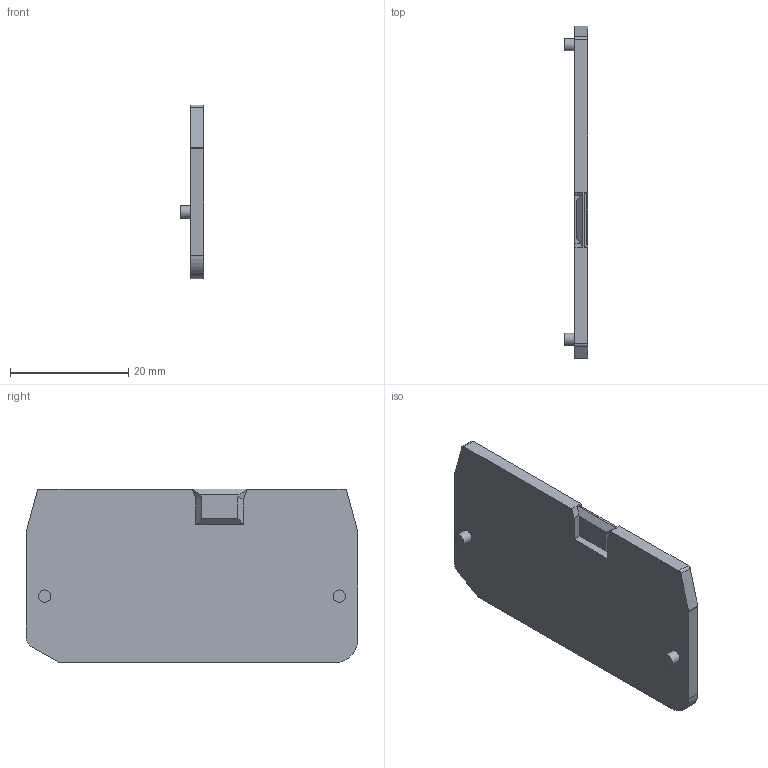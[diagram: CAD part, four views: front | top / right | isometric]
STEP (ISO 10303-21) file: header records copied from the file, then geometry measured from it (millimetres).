
FILE_DESCRIPTION( ( 'STEP AP214' ), '1' );
FILE_NAME( '¹s¥ó1.stp', '2022-12-29T12:58:15', ( ' ' ), ( ' ' ), 'XStep 1.0', ' ', ' ' );
FILE_SCHEMA( ( 'CONFIG_CONTROL_DESIGN) ( )' ) );
Length unit declared in the file: metre
Products named in the file (1): 1
Bounding box: 4 x 56.1 x 29.4 mm (x, y, z)
Volume: 3540.1 mm3; surface area: 3662 mm2
Topology: 1 solids, 1 shells, 44 faces, 110 edges, 70 vertices
Faces by surface type: plane 35, cylinder 9
Full cylindrical faces by diameter (mm): 2.068 x2
Entity records: 1632 total; most frequent: CARTESIAN_POINT 219, DIRECTION 214, ORIENTED_EDGE 212, EDGE_CURVE 106, LINE 88, VECTOR 88, VERTEX_POINT 68, AXIS2_PLACEMENT_3D 63
